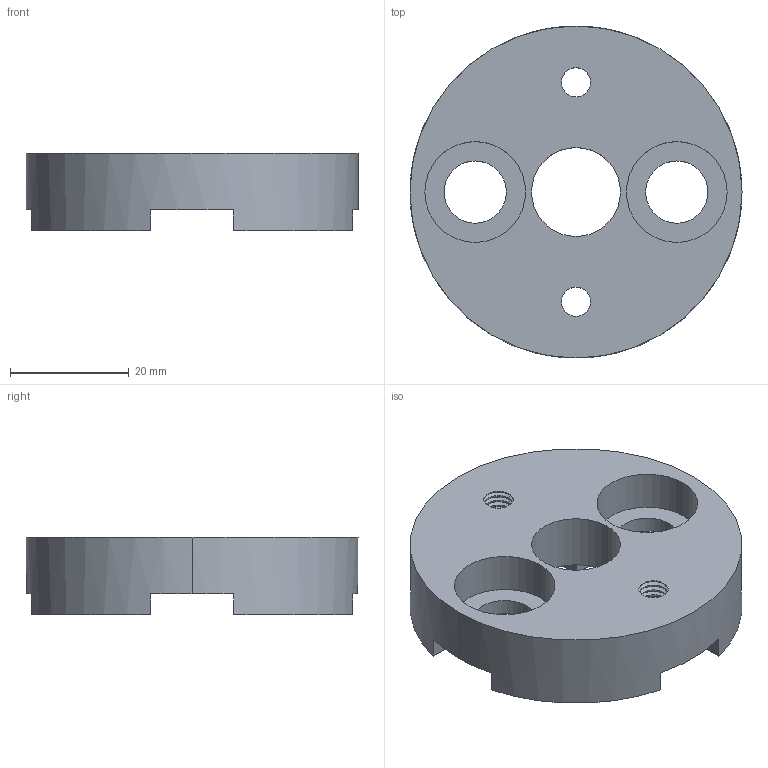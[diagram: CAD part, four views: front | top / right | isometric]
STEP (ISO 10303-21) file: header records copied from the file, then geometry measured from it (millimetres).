
FILE_DESCRIPTION(('STEP AP214'),'1');
FILE_NAME(' ',' ',('TraceParts'),('TraceParts S.A.'),'XStep 1.0',' ',' ');
FILE_SCHEMA(('automotive_design'));
Length unit declared in the file: millimetre
Products named in the file (1): 1
Bounding box: 56 x 56 x 13 mm (x, y, z)
Volume: 21603.7 mm3; surface area: 8667.7 mm2
Topology: 1 solids, 1 shells, 220 faces, 460 edges, 244 vertices
Faces by surface type: torus 76, cone 76, cylinder 52, plane 16
Entity records: 11108 total; most frequent: DIRECTION 1206, STYLED_ITEM 925, PRESENTATION_STYLE_ASSIGNMENT 925, CARTESIAN_POINT 925, COLOUR_RGB 925, ORIENTED_EDGE 920, AXIS2_PLACEMENT_3D 525, EDGE_CURVE 460
